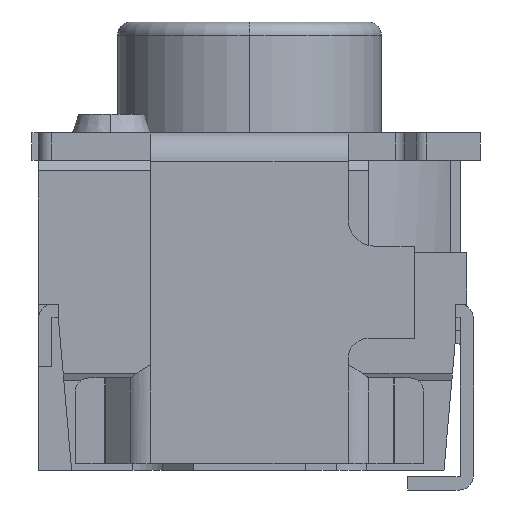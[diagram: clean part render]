
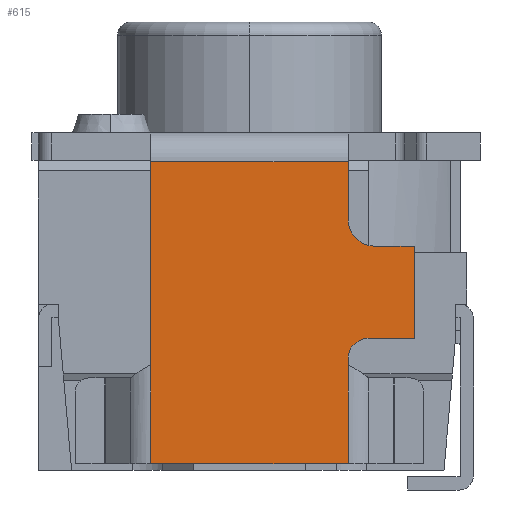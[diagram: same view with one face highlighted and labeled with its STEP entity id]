
A CAD part, left-side view. The second image highlights one B-rep face of the part: STEP entity #615.
In plain terms, the highlighted planar face has unit normal (-1, 0, 0).
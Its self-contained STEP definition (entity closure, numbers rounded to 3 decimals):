
#39 = CARTESIAN_POINT ( 'NONE',  ( -2.25, -0.75, -1.5 ) ) ;
#63 = CARTESIAN_POINT ( 'NONE',  ( -2.25, -0.75, -0.45 ) ) ;
#136 = VERTEX_POINT ( 'NONE', #10824 ) ;
#471 = CARTESIAN_POINT ( 'NONE',  ( -2.25, -0.95, -0.65 ) ) ;
#615 = ADVANCED_FACE ( 'NONE', ( #7088 ), #8203, .F. ) ;
#893 = LINE ( 'NONE', #10380, #4073 ) ;
#926 = CARTESIAN_POINT ( 'NONE',  ( -2.25, -1.25, -1.55 ) ) ;
#934 = EDGE_CURVE ( 'NONE', #7425, #4458, #9338, .T. ) ;
#993 = EDGE_CURVE ( 'NONE', #7351, #9972, #1347, .T. ) ;
#1002 = DIRECTION ( 'NONE',  ( 0., 0., 1. ) ) ;
#1075 = CARTESIAN_POINT ( 'NONE',  ( -2.25, -0.9, -1.35 ) ) ;
#1153 = DIRECTION ( 'NONE',  ( 0., 0., -1. ) ) ;
#1164 = CARTESIAN_POINT ( 'NONE',  ( -2.25, 0.85, -2.3 ) ) ;
#1175 = ORIENTED_EDGE ( 'NONE', *, *, #1912, .F. ) ;
#1256 = DIRECTION ( 'NONE',  ( 0., 0., 1. ) ) ;
#1347 = LINE ( 'NONE', #2380, #1915 ) ;
#1408 = DIRECTION ( 'NONE',  ( 0., 0., -1. ) ) ;
#1677 = ORIENTED_EDGE ( 'NONE', *, *, #2262, .T. ) ;
#1706 = DIRECTION ( 'NONE',  ( 0., 1., 0. ) ) ;
#1912 = EDGE_CURVE ( 'NONE', #7351, #3183, #2811, .T. ) ;
#1915 = VECTOR ( 'NONE', #1408, 1000. ) ;
#1978 = CARTESIAN_POINT ( 'NONE',  ( -2.25, -0.95, -0.45 ) ) ;
#1981 = VECTOR ( 'NONE', #7759, 1000. ) ;
#2037 = CARTESIAN_POINT ( 'NONE',  ( -2.25, -0.75, -2.3 ) ) ;
#2083 = DIRECTION ( 'NONE',  ( 0., 1., 0. ) ) ;
#2186 = LINE ( 'NONE', #9621, #12041 ) ;
#2217 = DIRECTION ( 'NONE',  ( -1., 0., 0. ) ) ;
#2262 = EDGE_CURVE ( 'NONE', #136, #3183, #893, .T. ) ;
#2288 = EDGE_CURVE ( 'NONE', #136, #9899, #7471, .T. ) ;
#2326 = ORIENTED_EDGE ( 'NONE', *, *, #11652, .F. ) ;
#2380 = CARTESIAN_POINT ( 'NONE',  ( -2.25, 0.75, -1.55 ) ) ;
#2400 = VERTEX_POINT ( 'NONE', #1075 ) ;
#2557 = VERTEX_POINT ( 'NONE', #3262 ) ;
#2559 = DIRECTION ( 'NONE',  ( 0., 0., 1. ) ) ;
#2811 = LINE ( 'NONE', #6430, #6532 ) ;
#2831 = LINE ( 'NONE', #926, #1981 ) ;
#2867 = ORIENTED_EDGE ( 'NONE', *, *, #8626, .F. ) ;
#2967 = VECTOR ( 'NONE', #2559, 1000. ) ;
#3183 = VERTEX_POINT ( 'NONE', #11756 ) ;
#3262 = CARTESIAN_POINT ( 'NONE',  ( -2.25, -1.25, -1.35 ) ) ;
#3356 = ORIENTED_EDGE ( 'NONE', *, *, #3464, .F. ) ;
#3376 = ORIENTED_EDGE ( 'NONE', *, *, #11617, .T. ) ;
#3414 = AXIS2_PLACEMENT_3D ( 'NONE', #10797, #2217, #1256 ) ;
#3464 = EDGE_CURVE ( 'NONE', #7865, #9972, #9525, .T. ) ;
#3748 = EDGE_CURVE ( 'NONE', #6441, #10398, #2186, .T. ) ;
#3935 = CIRCLE ( 'NONE', #7887, 0.2 ) ;
#4073 = VECTOR ( 'NONE', #1706, 1000. ) ;
#4458 = VERTEX_POINT ( 'NONE', #5652 ) ;
#4628 = DIRECTION ( 'NONE',  ( -1., 0., 0. ) ) ;
#4657 = DIRECTION ( 'NONE',  ( 0., -1., 0. ) ) ;
#5427 = CARTESIAN_POINT ( 'NONE',  ( -2.25, -0.75, -1.55 ) ) ;
#5450 = LINE ( 'NONE', #5509, #11468 ) ;
#5480 = CARTESIAN_POINT ( 'NONE',  ( -2.25, 0.75, -2.3 ) ) ;
#5509 = CARTESIAN_POINT ( 'NONE',  ( -2.25, 0.85, -1.35 ) ) ;
#5511 = ORIENTED_EDGE ( 'NONE', *, *, #2288, .F. ) ;
#5652 = CARTESIAN_POINT ( 'NONE',  ( -2.25, -1.25, -0.65 ) ) ;
#5739 = CARTESIAN_POINT ( 'NONE',  ( -2.25, -0.75, -1.55 ) ) ;
#5850 = CARTESIAN_POINT ( 'NONE',  ( -2.25, 0.75, -1.55 ) ) ;
#6218 = VECTOR ( 'NONE', #10192, 1000. ) ;
#6268 = DIRECTION ( 'NONE',  ( 1., 0., 0. ) ) ;
#6430 = CARTESIAN_POINT ( 'NONE',  ( -2.25, 0.75, -1.55 ) ) ;
#6441 = VERTEX_POINT ( 'NONE', #39 ) ;
#6449 = EDGE_LOOP ( 'NONE', ( #3376, #9447, #10466, #2326, #6552, #6844, #2867, #5511, #1677, #1175, #10615, #3356 ) ) ;
#6532 = VECTOR ( 'NONE', #8532, 1000. ) ;
#6552 = ORIENTED_EDGE ( 'NONE', *, *, #11366, .F. ) ;
#6844 = ORIENTED_EDGE ( 'NONE', *, *, #934, .F. ) ;
#7088 = FACE_OUTER_BOUND ( 'NONE', #6449, .T. ) ;
#7351 = VERTEX_POINT ( 'NONE', #5850 ) ;
#7425 = VERTEX_POINT ( 'NONE', #471 ) ;
#7471 = LINE ( 'NONE', #5427, #6218 ) ;
#7612 = AXIS2_PLACEMENT_3D ( 'NONE', #11940, #6268, #10054 ) ;
#7759 = DIRECTION ( 'NONE',  ( 0., 0., -1. ) ) ;
#7863 = VECTOR ( 'NONE', #2083, 1000. ) ;
#7865 = VERTEX_POINT ( 'NONE', #2037 ) ;
#7887 = AXIS2_PLACEMENT_3D ( 'NONE', #1978, #4628, #1002 ) ;
#7948 = EDGE_CURVE ( 'NONE', #2400, #6441, #9697, .T. ) ;
#8181 = LINE ( 'NONE', #9022, #2967 ) ;
#8203 = PLANE ( 'NONE',  #7612 ) ;
#8484 = CARTESIAN_POINT ( 'NONE',  ( -2.25, 0.85, -0.65 ) ) ;
#8532 = DIRECTION ( 'NONE',  ( 0., 0., 1. ) ) ;
#8626 = EDGE_CURVE ( 'NONE', #9899, #7425, #3935, .T. ) ;
#8774 = VECTOR ( 'NONE', #4657, 1000. ) ;
#9022 = CARTESIAN_POINT ( 'NONE',  ( -2.25, -0.75, -1.55 ) ) ;
#9338 = LINE ( 'NONE', #8484, #8774 ) ;
#9447 = ORIENTED_EDGE ( 'NONE', *, *, #3748, .F. ) ;
#9525 = LINE ( 'NONE', #1164, #7863 ) ;
#9621 = CARTESIAN_POINT ( 'NONE',  ( -2.25, -0.75, -1.55 ) ) ;
#9697 = CIRCLE ( 'NONE', #3414, 0.15 ) ;
#9899 = VERTEX_POINT ( 'NONE', #63 ) ;
#9972 = VERTEX_POINT ( 'NONE', #5480 ) ;
#10016 = DIRECTION ( 'NONE',  ( 0., 1., 0. ) ) ;
#10054 = DIRECTION ( 'NONE',  ( 0., 0., -1. ) ) ;
#10192 = DIRECTION ( 'NONE',  ( 0., 0., -1. ) ) ;
#10380 = CARTESIAN_POINT ( 'NONE',  ( -2.25, 0.75, -0.01 ) ) ;
#10398 = VERTEX_POINT ( 'NONE', #5739 ) ;
#10466 = ORIENTED_EDGE ( 'NONE', *, *, #7948, .F. ) ;
#10615 = ORIENTED_EDGE ( 'NONE', *, *, #993, .T. ) ;
#10797 = CARTESIAN_POINT ( 'NONE',  ( -2.25, -0.9, -1.5 ) ) ;
#10824 = CARTESIAN_POINT ( 'NONE',  ( -2.25, -0.75, -0.01 ) ) ;
#11366 = EDGE_CURVE ( 'NONE', #4458, #2557, #2831, .T. ) ;
#11468 = VECTOR ( 'NONE', #10016, 1000. ) ;
#11617 = EDGE_CURVE ( 'NONE', #7865, #10398, #8181, .T. ) ;
#11652 = EDGE_CURVE ( 'NONE', #2557, #2400, #5450, .T. ) ;
#11756 = CARTESIAN_POINT ( 'NONE',  ( -2.25, 0.75, -0.01 ) ) ;
#11940 = CARTESIAN_POINT ( 'NONE',  ( -2.25, 0.85, -1.55 ) ) ;
#12041 = VECTOR ( 'NONE', #1153, 1000. ) ;
